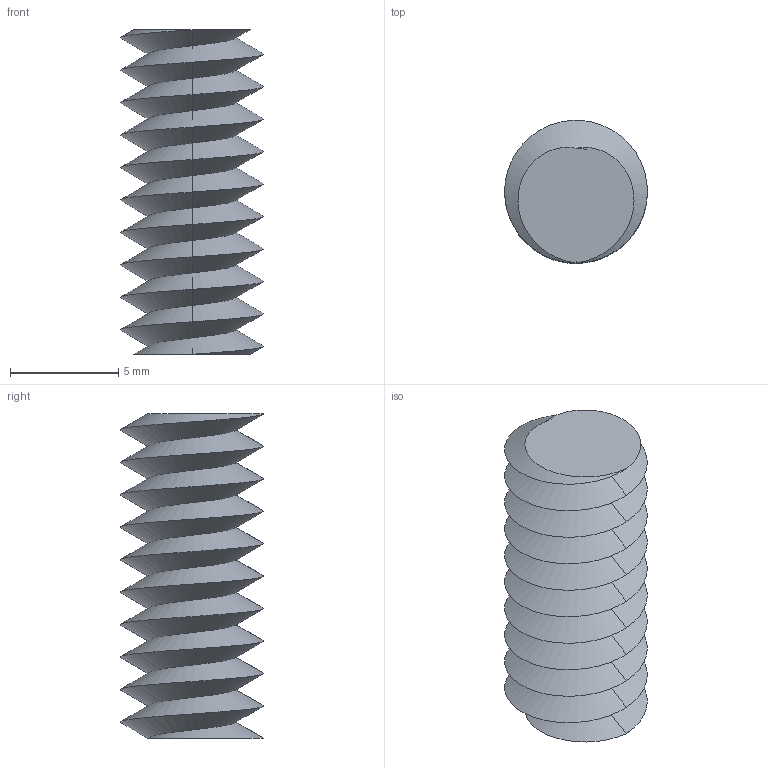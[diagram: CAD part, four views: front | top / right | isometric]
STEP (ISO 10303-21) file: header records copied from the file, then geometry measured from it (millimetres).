
FILE_DESCRIPTION(('FreeCAD Model'),'2;1');
FILE_NAME('Open CASCADE Shape Model','2024-10-26T21:22:45',(''),(''), 'Open CASCADE STEP processor 7.7','FreeCAD','Unknown');
FILE_SCHEMA(('AUTOMOTIVE_DESIGN { 1 0 10303 214 1 1 1 1 }'));
Length unit declared in the file: millimetre
Products named in the file (1): STEMFIE Construction Standard - Template - Thread - Male 15mm 
Stackable [7mm hole] SCS-TPL-0017 (stemfie.org)
Bounding box: 6.6 x 6.59 x 15 mm (x, y, z)
Volume: 337.7 mm3; surface area: 546.2 mm2
Topology: 1 solids, 1 shells, 24 faces, 45 edges, 23 vertices
Faces by surface type: bspline 22, plane 2
Entity records: 2567 total; most frequent: CARTESIAN_POINT 2233, ORIENTED_EDGE 90, EDGE_CURVE 45, B_SPLINE_CURVE_WITH_KNOTS 45, ADVANCED_FACE 24, FACE_BOUND 24, EDGE_LOOP 24, VERTEX_POINT 23
